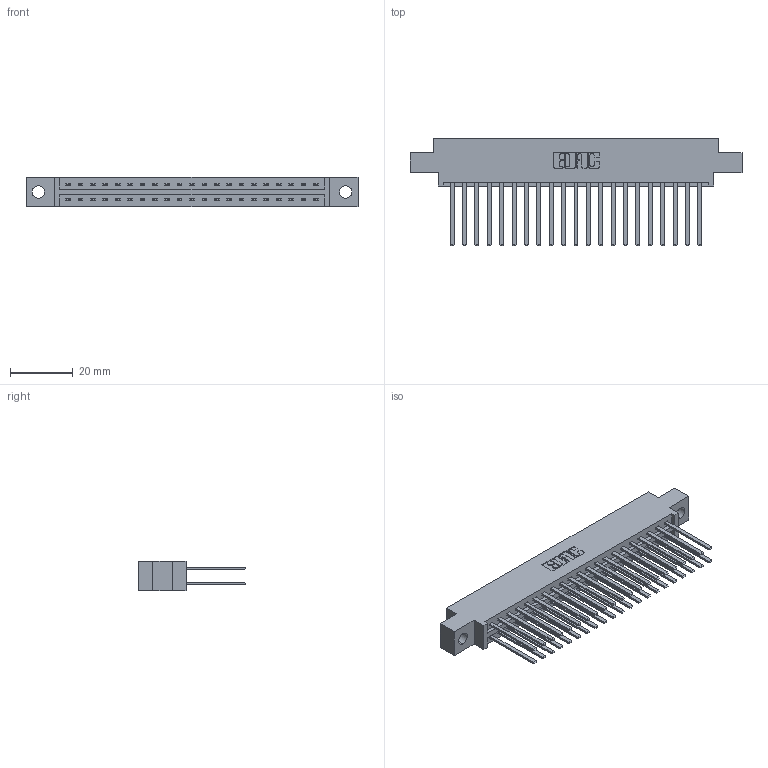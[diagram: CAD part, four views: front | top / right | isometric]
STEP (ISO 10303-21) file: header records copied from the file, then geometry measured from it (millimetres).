
FILE_DESCRIPTION (( 'STEP AP203' ), '1' );
FILE_NAME ('337-042-544-804.STEP', '2018-08-09T01:11:40', ( '' ), ( '' ), 'SwSTEP 2.0', 'SolidWorks 2016', '' );
FILE_SCHEMA (( 'CONFIG_CONTROL_DESIGN' ));
Length unit declared in the file: inch
Products named in the file (3): 337 Part_0.170 Offset - 0.156 Dia-TH; 345-292-001_345-293-144; 337-042-544-804
Assembly tree (43 placements, depth 2):
  337-042-544-804
    337 Part_0.170 Offset - 0.156 Dia-TH
    345-292-001_345-293-144  x42
Bounding box: 106.22 x 34.3 x 9.4 mm (x, y, z)
Volume: 11298.5 mm3; surface area: 14397.5 mm2
Topology: 43 solids, 43 shells, 2134 faces, 6329 edges, 4162 vertices
Faces by surface type: plane 1502, cylinder 632
Entity records: 18949 total; most frequent: CARTESIAN_POINT 3210, ORIENTED_EDGE 3146, DIRECTION 2765, EDGE_CURVE 1573, LINE 1449, VECTOR 1449, VERTEX_POINT 1046, AXIS2_PLACEMENT_3D 658
